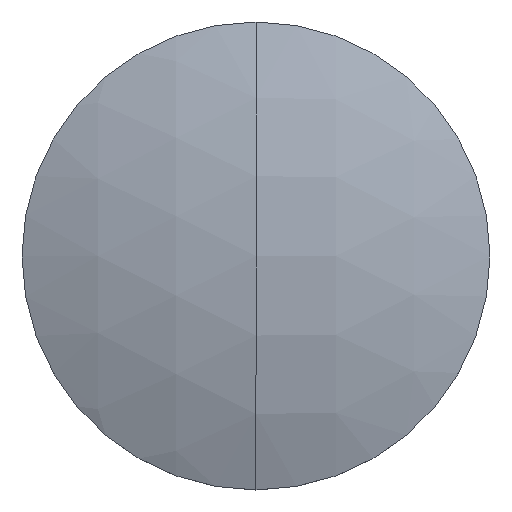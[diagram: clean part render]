
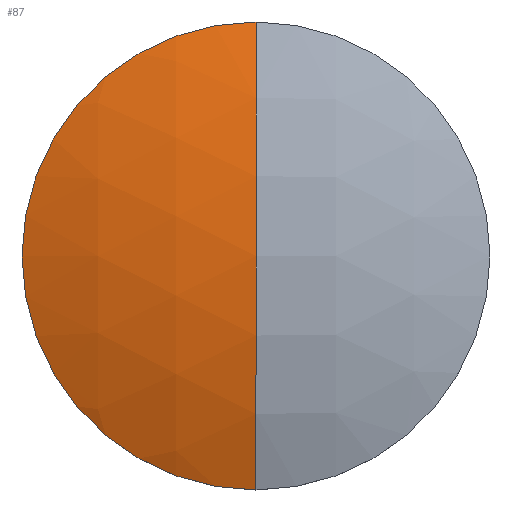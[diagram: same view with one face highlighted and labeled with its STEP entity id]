
A CAD part, top view. The second image highlights one B-rep face of the part: STEP entity #87.
In plain terms, the highlighted spherical face has radius 103.01 mm.
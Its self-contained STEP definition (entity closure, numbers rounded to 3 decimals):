
#28 = DIRECTION ( 'NONE',  ( 0., 0., -1. ) ) ;
#29 = DIRECTION ( 'NONE',  ( 1., 0., 0. ) ) ;
#30 = CARTESIAN_POINT ( 'NONE',  ( 0., 0., -97.98 ) ) ;
#31 = AXIS2_PLACEMENT_3D ( 'NONE', #30, #29, #28 ) ;
#32 = CIRCLE ( 'NONE', #31, 103.01 ) ;
#48 = VERTEX_POINT ( 'NONE', #61 ) ;
#49 = EDGE_CURVE ( 'NONE', #48, #86, #60, .T. ) ;
#51 = VERTEX_POINT ( 'NONE', #53 ) ;
#53 = CARTESIAN_POINT ( 'NONE',  ( 0., 0., 5.03 ) ) ;
#54 = DIRECTION ( 'NONE',  ( 1., 0., 0. ) ) ;
#55 = DIRECTION ( 'NONE',  ( 0., 0., 1. ) ) ;
#56 = CARTESIAN_POINT ( 'NONE',  ( 0., 0., -2.038 ) ) ;
#57 = AXIS2_PLACEMENT_3D ( 'NONE', #56, #55, #54 ) ;
#60 = CIRCLE ( 'NONE', #57, 37.5 ) ;
#61 = CARTESIAN_POINT ( 'NONE',  ( 0., 37.5, -2.038 ) ) ;
#64 = ORIENTED_EDGE ( 'NONE', *, *, #49, .T. ) ;
#65 = EDGE_LOOP ( 'NONE', ( #64, #85, #112, #83 ) ) ;
#73 = EDGE_CURVE ( 'NONE', #48, #51, #32, .T. ) ;
#83 = ORIENTED_EDGE ( 'NONE', *, *, #73, .F. ) ;
#84 = EDGE_CURVE ( 'NONE', #111, #51, #140, .T. ) ;
#85 = ORIENTED_EDGE ( 'NONE', *, *, #110, .T. ) ;
#86 = VERTEX_POINT ( 'NONE', #135 ) ;
#87 = ADVANCED_FACE ( 'NONE', ( #134 ), #207, .T. ) ;
#110 = EDGE_CURVE ( 'NONE', #86, #111, #227, .T. ) ;
#111 = VERTEX_POINT ( 'NONE', #218 ) ;
#112 = ORIENTED_EDGE ( 'NONE', *, *, #84, .T. ) ;
#134 = FACE_OUTER_BOUND ( 'NONE', #65, .T. ) ;
#135 = CARTESIAN_POINT ( 'NONE',  ( -37.5, 0., -2.038 ) ) ;
#136 = DIRECTION ( 'NONE',  ( 0., -1., 0. ) ) ;
#137 = DIRECTION ( 'NONE',  ( -1., 0., 0. ) ) ;
#138 = CARTESIAN_POINT ( 'NONE',  ( 0., 0., -97.98 ) ) ;
#139 = AXIS2_PLACEMENT_3D ( 'NONE', #138, #137, #136 ) ;
#140 = CIRCLE ( 'NONE', #139, 103.01 ) ;
#203 = DIRECTION ( 'NONE',  ( 0., 1., 0. ) ) ;
#204 = DIRECTION ( 'NONE',  ( -1., 0., 0. ) ) ;
#205 = CARTESIAN_POINT ( 'NONE',  ( 0., 0., -97.98 ) ) ;
#206 = AXIS2_PLACEMENT_3D ( 'NONE', #205, #204, #203 ) ;
#207 = SPHERICAL_SURFACE ( 'NONE', #206, 103.01 ) ;
#218 = CARTESIAN_POINT ( 'NONE',  ( 0., -37.5, -2.038 ) ) ;
#219 = DIRECTION ( 'NONE',  ( 1., 0., 0. ) ) ;
#220 = DIRECTION ( 'NONE',  ( 0., 0., 1. ) ) ;
#221 = CARTESIAN_POINT ( 'NONE',  ( 0., 0., -2.038 ) ) ;
#222 = AXIS2_PLACEMENT_3D ( 'NONE', #221, #220, #219 ) ;
#227 = CIRCLE ( 'NONE', #222, 37.5 ) ;
